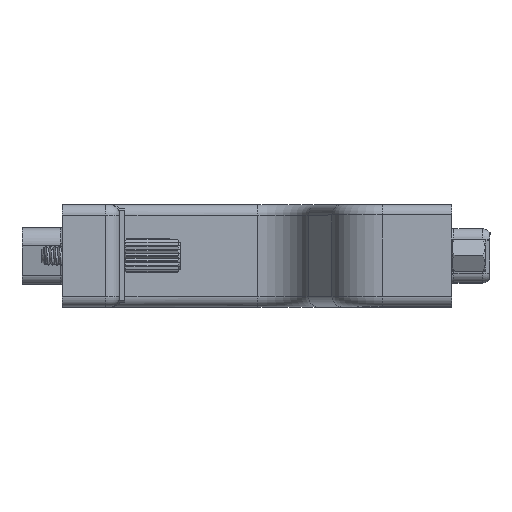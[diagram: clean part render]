
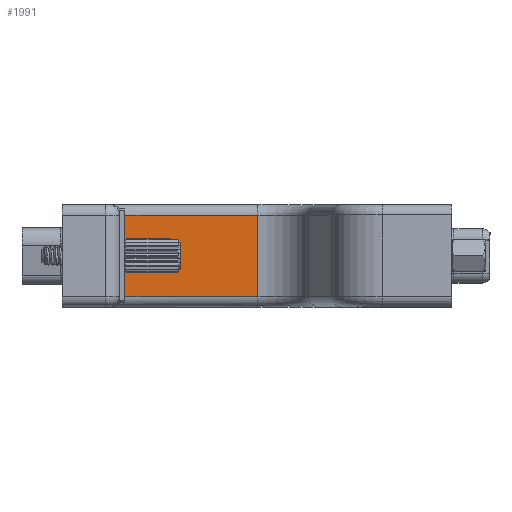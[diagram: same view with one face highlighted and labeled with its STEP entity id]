
A CAD part, top view. The second image highlights one B-rep face of the part: STEP entity #1991.
In plain terms, the highlighted planar face has unit normal (0, 0, 1).
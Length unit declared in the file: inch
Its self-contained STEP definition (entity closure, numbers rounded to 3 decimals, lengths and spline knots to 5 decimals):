
#1971 = EDGE_LOOP ( 'NONE', ( #1989, #2064, #2102, #2081 ) ) ;
#1989 = ORIENTED_EDGE ( 'NONE', *, *, #2118, .T. ) ;
#1991 = ADVANCED_FACE ( 'NONE', ( #48677 ), #48681, .F. ) ;
#2046 = EDGE_CURVE ( 'NONE', #2088, #2095, #48754, .T. ) ;
#2064 = ORIENTED_EDGE ( 'NONE', *, *, #2084, .T. ) ;
#2075 = EDGE_CURVE ( 'NONE', #2098, #2095, #48848, .T. ) ;
#2081 = ORIENTED_EDGE ( 'NONE', *, *, #2046, .F. ) ;
#2084 = EDGE_CURVE ( 'NONE', #2101, #2098, #48881, .T. ) ;
#2088 = VERTEX_POINT ( 'NONE', #48837 ) ;
#2095 = VERTEX_POINT ( 'NONE', #48925 ) ;
#2098 = VERTEX_POINT ( 'NONE', #48923 ) ;
#2101 = VERTEX_POINT ( 'NONE', #48927 ) ;
#2102 = ORIENTED_EDGE ( 'NONE', *, *, #2075, .T. ) ;
#2118 = EDGE_CURVE ( 'NONE', #2088, #2101, #48930, .T. ) ;
#48666 = DIRECTION ( 'NONE',  ( -1., 0., 0. ) ) ;
#48667 = DIRECTION ( 'NONE',  ( 0., 0., -1. ) ) ;
#48671 = AXIS2_PLACEMENT_3D ( 'NONE', #48675, #48667, #48666 ) ;
#48675 = CARTESIAN_POINT ( 'NONE',  ( 0.005, 0.295, 0.375 ) ) ;
#48677 = FACE_OUTER_BOUND ( 'NONE', #1971, .T. ) ;
#48681 = PLANE ( 'NONE',  #48671 ) ;
#48743 = DIRECTION ( 'NONE',  ( 0., -1., 0. ) ) ;
#48744 = VECTOR ( 'NONE', #48743, 39.37008 ) ;
#48745 = CARTESIAN_POINT ( 'NONE',  ( 0.005, 0.295, 0.375 ) ) ;
#48754 = LINE ( 'NONE', #48745, #48744 ) ;
#48837 = CARTESIAN_POINT ( 'NONE',  ( 0.005, 0.235, 0.375 ) ) ;
#48839 = VECTOR ( 'NONE', #48846, 39.37008 ) ;
#48846 = DIRECTION ( 'NONE',  ( 1., 0., 0. ) ) ;
#48847 = CARTESIAN_POINT ( 'NONE',  ( 0.005, -0.235, 0.375 ) ) ;
#48848 = LINE ( 'NONE', #48847, #48839 ) ;
#48874 = DIRECTION ( 'NONE',  ( 0., -1., 0. ) ) ;
#48875 = VECTOR ( 'NONE', #48874, 39.37008 ) ;
#48876 = CARTESIAN_POINT ( 'NONE',  ( -0.775, -0.235, 0.375 ) ) ;
#48881 = LINE ( 'NONE', #48876, #48875 ) ;
#48896 = DIRECTION ( 'NONE',  ( -1., 0., 0. ) ) ;
#48923 = CARTESIAN_POINT ( 'NONE',  ( -0.775, -0.235, 0.375 ) ) ;
#48925 = CARTESIAN_POINT ( 'NONE',  ( 0.005, -0.235, 0.375 ) ) ;
#48927 = CARTESIAN_POINT ( 'NONE',  ( -0.775, 0.235, 0.375 ) ) ;
#48928 = VECTOR ( 'NONE', #48896, 39.37008 ) ;
#48929 = CARTESIAN_POINT ( 'NONE',  ( -0.795, 0.235, 0.375 ) ) ;
#48930 = LINE ( 'NONE', #48929, #48928 ) ;
